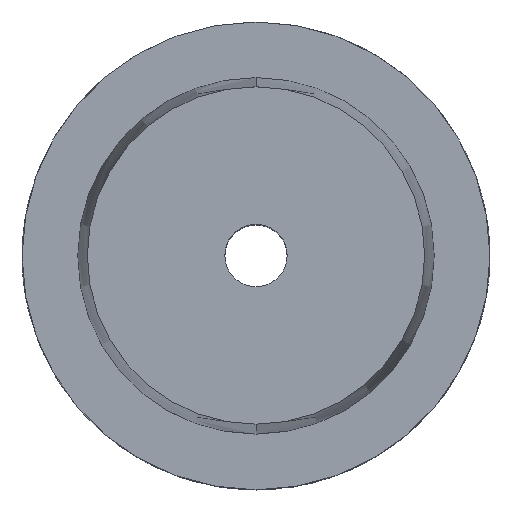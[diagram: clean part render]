
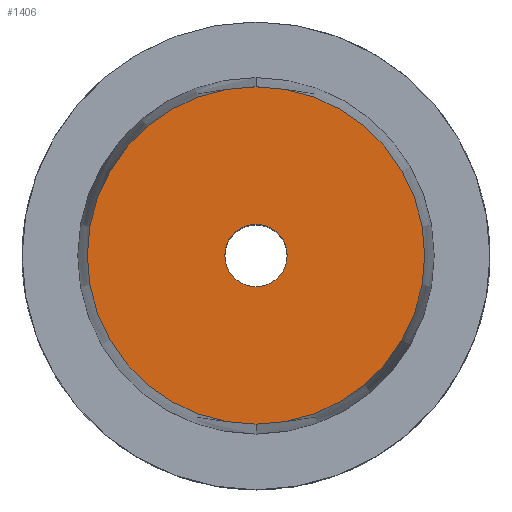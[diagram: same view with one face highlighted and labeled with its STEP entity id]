
A CAD part, top view. The second image highlights one B-rep face of the part: STEP entity #1406.
In plain terms, the highlighted planar face has unit normal (0, 0, 1).
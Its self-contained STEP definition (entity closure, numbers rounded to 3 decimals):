
#125=CARTESIAN_POINT('',(0.,0.,32.));
#126=DIRECTION('',(0.,0.,1.));
#127=DIRECTION('',(0.,1.,0.));
#128=AXIS2_PLACEMENT_3D('',#125,#126,#127);
#133=CARTESIAN_POINT('',(0.,0.,32.));
#134=DIRECTION('',(0.,0.,-1.));
#135=DIRECTION('',(0.,1.,0.));
#136=AXIS2_PLACEMENT_3D('',#133,#134,#135);
#141=CARTESIAN_POINT('',(0.,0.,32.));
#142=DIRECTION('',(0.,0.,-1.));
#143=DIRECTION('',(0.,1.,0.));
#144=AXIS2_PLACEMENT_3D('',#141,#142,#143);
#149=CARTESIAN_POINT('',(0.,0.,32.));
#150=DIRECTION('',(0.,0.,-1.));
#151=DIRECTION('',(0.,-1.,0.));
#152=AXIS2_PLACEMENT_3D('',#149,#150,#151);
#1156=CARTESIAN_POINT('',(0.,4.2,32.));
#1157=CARTESIAN_POINT('',(0.,-4.2,32.));
#1158=VERTEX_POINT('',#1156);
#1159=VERTEX_POINT('',#1157);
#1214=CARTESIAN_POINT('',(0.,22.717,32.));
#1215=VERTEX_POINT('',#1214);
#1216=CARTESIAN_POINT('',(0.,-22.717,32.));
#1217=VERTEX_POINT('',#1216);
#1391=CARTESIAN_POINT('',(0.,0.,32.));
#1392=DIRECTION('',(0.,0.,-1.));
#1393=DIRECTION('',(0.,-1.,0.));
#1394=AXIS2_PLACEMENT_3D('',#1391,#1392,#1393);
#1395=PLANE('',#1394);
#1397=ORIENTED_EDGE('',*,*,#1396,.F.);
#1399=ORIENTED_EDGE('',*,*,#1398,.T.);
#1400=EDGE_LOOP('',(#1397,#1399));
#1401=FACE_OUTER_BOUND('',#1400,.F.);
#1402=ORIENTED_EDGE('',*,*,#1371,.F.);
#1403=ORIENTED_EDGE('',*,*,#1385,.F.);
#1404=EDGE_LOOP('',(#1402,#1403));
#1405=FACE_BOUND('',#1404,.F.);
#129=CIRCLE('',#128,22.717);
#137=CIRCLE('',#136,22.717);
#145=CIRCLE('',#144,4.2);
#153=CIRCLE('',#152,4.2);
#1371=EDGE_CURVE('',#1158,#1159,#145,.T.);
#1385=EDGE_CURVE('',#1159,#1158,#153,.T.);
#1396=EDGE_CURVE('',#1215,#1217,#129,.T.);
#1398=EDGE_CURVE('',#1215,#1217,#137,.T.);
#1406=ADVANCED_FACE('',(#1401,#1405),#1395,.F.);
